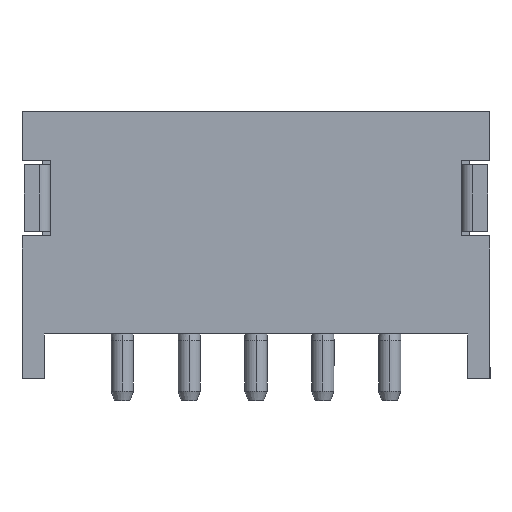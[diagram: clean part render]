
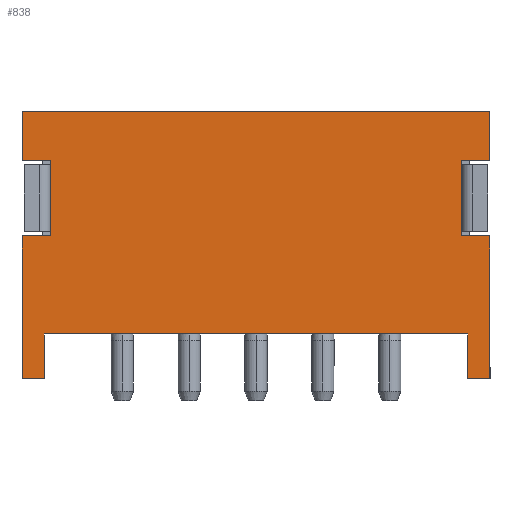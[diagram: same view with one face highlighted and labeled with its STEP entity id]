
A CAD part, front view. The second image highlights one B-rep face of the part: STEP entity #838.
In plain terms, the highlighted planar face has unit normal (0, -1, 0).
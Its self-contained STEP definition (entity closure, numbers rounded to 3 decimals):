
#59 = LINE ( 'NONE', #1524, #3134 ) ;
#87 = LINE ( 'NONE', #419, #530 ) ;
#108 = CARTESIAN_POINT ( 'NONE',  ( 7.5, 0., 6. ) ) ;
#117 = CARTESIAN_POINT ( 'NONE',  ( 3., 0., 1. ) ) ;
#129 = ORIENTED_EDGE ( 'NONE', *, *, #3326, .T. ) ;
#176 = VERTEX_POINT ( 'NONE', #1483 ) ;
#198 = DIRECTION ( 'NONE',  ( 1., 0., 0. ) ) ;
#222 = VERTEX_POINT ( 'NONE', #1165 ) ;
#294 = PLANE ( 'NONE',  #2121 ) ;
#306 = VECTOR ( 'NONE', #580, 1000. ) ;
#308 = VECTOR ( 'NONE', #1717, 1000. ) ;
#342 = EDGE_CURVE ( 'NONE', #2283, #1694, #1281, .T. ) ;
#374 = EDGE_CURVE ( 'NONE', #3826, #2379, #609, .T. ) ;
#410 = DIRECTION ( 'NONE',  ( 1., 0., 0. ) ) ;
#419 = CARTESIAN_POINT ( 'NONE',  ( -2.35, 0., 0. ) ) ;
#431 = ORIENTED_EDGE ( 'NONE', *, *, #4533, .T. ) ;
#501 = DIRECTION ( 'NONE',  ( -1., 0., 0. ) ) ;
#530 = VECTOR ( 'NONE', #1550, 1000. ) ;
#538 = CARTESIAN_POINT ( 'NONE',  ( -2.5, 0., 0. ) ) ;
#559 = VERTEX_POINT ( 'NONE', #752 ) ;
#580 = DIRECTION ( 'NONE',  ( 1., 0., 0. ) ) ;
#609 = LINE ( 'NONE', #538, #3098 ) ;
#673 = DIRECTION ( 'NONE',  ( 0., 0., 1. ) ) ;
#719 = DIRECTION ( 'NONE',  ( 0., 0., 1. ) ) ;
#723 = CARTESIAN_POINT ( 'NONE',  ( 3., 0., 0. ) ) ;
#730 = VECTOR ( 'NONE', #2396, 1000. ) ;
#752 = CARTESIAN_POINT ( 'NONE',  ( 7.5, 0., 3.2 ) ) ;
#806 = EDGE_CURVE ( 'NONE', #1694, #2259, #3989, .T. ) ;
#838 = ADVANCED_FACE ( 'NONE', ( #2823 ), #294, .F. ) ;
#887 = ORIENTED_EDGE ( 'NONE', *, *, #1017, .T. ) ;
#961 = CARTESIAN_POINT ( 'NONE',  ( 9., 0., 0. ) ) ;
#996 = VECTOR ( 'NONE', #198, 1000. ) ;
#1017 = EDGE_CURVE ( 'NONE', #3317, #176, #4492, .T. ) ;
#1018 = ORIENTED_EDGE ( 'NONE', *, *, #3249, .F. ) ;
#1071 = VECTOR ( 'NONE', #501, 1000. ) ;
#1122 = DIRECTION ( 'NONE',  ( 1., 0., 0. ) ) ;
#1165 = CARTESIAN_POINT ( 'NONE',  ( -3., 0., 3.2 ) ) ;
#1281 = LINE ( 'NONE', #1305, #730 ) ;
#1305 = CARTESIAN_POINT ( 'NONE',  ( -3., 0., 4.9 ) ) ;
#1308 = EDGE_CURVE ( 'NONE', #3782, #559, #2438, .T. ) ;
#1345 = VERTEX_POINT ( 'NONE', #4390 ) ;
#1425 = DIRECTION ( 'NONE',  ( 0., 0., 1. ) ) ;
#1483 = CARTESIAN_POINT ( 'NONE',  ( 7.5, 0., 4.9 ) ) ;
#1524 = CARTESIAN_POINT ( 'NONE',  ( -4.5, 0., 0. ) ) ;
#1529 = CARTESIAN_POINT ( 'NONE',  ( 7.5, 0., 6. ) ) ;
#1550 = DIRECTION ( 'NONE',  ( 0., 0., 1. ) ) ;
#1624 = CARTESIAN_POINT ( 'NONE',  ( 6.85, 0., 4.9 ) ) ;
#1694 = VERTEX_POINT ( 'NONE', #3498 ) ;
#1717 = DIRECTION ( 'NONE',  ( -1., 0., 0. ) ) ;
#1728 = LINE ( 'NONE', #3908, #3993 ) ;
#1815 = CARTESIAN_POINT ( 'NONE',  ( -2.35, 0., 3.2 ) ) ;
#1822 = VECTOR ( 'NONE', #410, 1000. ) ;
#1825 = EDGE_CURVE ( 'NONE', #4668, #3317, #2930, .T. ) ;
#1827 = VERTEX_POINT ( 'NONE', #1529 ) ;
#1839 = VECTOR ( 'NONE', #3777, 1000. ) ;
#1925 = ORIENTED_EDGE ( 'NONE', *, *, #342, .F. ) ;
#1940 = CARTESIAN_POINT ( 'NONE',  ( 7.5, 0., 4.9 ) ) ;
#1963 = VECTOR ( 'NONE', #2956, 1000. ) ;
#2017 = CARTESIAN_POINT ( 'NONE',  ( 7.5, 0., 3.2 ) ) ;
#2018 = DIRECTION ( 'NONE',  ( 0., 0., -1. ) ) ;
#2033 = ORIENTED_EDGE ( 'NONE', *, *, #2913, .F. ) ;
#2064 = ORIENTED_EDGE ( 'NONE', *, *, #3877, .T. ) ;
#2121 = AXIS2_PLACEMENT_3D ( 'NONE', #723, #3628, #4305 ) ;
#2134 = CARTESIAN_POINT ( 'NONE',  ( -3., 0., 0. ) ) ;
#2235 = CARTESIAN_POINT ( 'NONE',  ( 7., 0., 0. ) ) ;
#2252 = VERTEX_POINT ( 'NONE', #1815 ) ;
#2259 = VERTEX_POINT ( 'NONE', #3616 ) ;
#2283 = VERTEX_POINT ( 'NONE', #2926 ) ;
#2352 = EDGE_CURVE ( 'NONE', #2252, #2283, #87, .T. ) ;
#2379 = VERTEX_POINT ( 'NONE', #3047 ) ;
#2396 = DIRECTION ( 'NONE',  ( -1., 0., 0. ) ) ;
#2431 = ORIENTED_EDGE ( 'NONE', *, *, #4116, .F. ) ;
#2438 = LINE ( 'NONE', #3936, #3513 ) ;
#2551 = ORIENTED_EDGE ( 'NONE', *, *, #1825, .T. ) ;
#2641 = VERTEX_POINT ( 'NONE', #4375 ) ;
#2723 = CARTESIAN_POINT ( 'NONE',  ( -2.5, 0., 1. ) ) ;
#2820 = LINE ( 'NONE', #4620, #306 ) ;
#2823 = FACE_OUTER_BOUND ( 'NONE', #2983, .T. ) ;
#2868 = DIRECTION ( 'NONE',  ( 0., 0., -1. ) ) ;
#2913 = EDGE_CURVE ( 'NONE', #3634, #222, #1728, .T. ) ;
#2926 = CARTESIAN_POINT ( 'NONE',  ( -2.35, 0., 4.9 ) ) ;
#2930 = LINE ( 'NONE', #3620, #1963 ) ;
#2937 = LINE ( 'NONE', #4414, #4292 ) ;
#2956 = DIRECTION ( 'NONE',  ( 0., 0., 1. ) ) ;
#2962 = LINE ( 'NONE', #117, #1071 ) ;
#2983 = EDGE_LOOP ( 'NONE', ( #3714, #431, #1018, #4653, #4429, #2551, #887, #129, #4524, #4424, #1925, #4231, #2431, #2033, #2064, #4556 ) ) ;
#3007 = CARTESIAN_POINT ( 'NONE',  ( 6.85, 0., 3.2 ) ) ;
#3022 = CARTESIAN_POINT ( 'NONE',  ( 7.5, 0., 0. ) ) ;
#3047 = CARTESIAN_POINT ( 'NONE',  ( -2.5, 0., 0. ) ) ;
#3098 = VECTOR ( 'NONE', #2018, 1000. ) ;
#3134 = VECTOR ( 'NONE', #3972, 1000. ) ;
#3249 = EDGE_CURVE ( 'NONE', #3782, #2641, #59, .T. ) ;
#3317 = VERTEX_POINT ( 'NONE', #1624 ) ;
#3326 = EDGE_CURVE ( 'NONE', #176, #1827, #4503, .T. ) ;
#3481 = LINE ( 'NONE', #961, #996 ) ;
#3497 = EDGE_CURVE ( 'NONE', #559, #4668, #3870, .T. ) ;
#3498 = CARTESIAN_POINT ( 'NONE',  ( -3., 0., 4.9 ) ) ;
#3509 = VECTOR ( 'NONE', #1425, 1000. ) ;
#3513 = VECTOR ( 'NONE', #719, 1000. ) ;
#3595 = LINE ( 'NONE', #2235, #4139 ) ;
#3605 = CARTESIAN_POINT ( 'NONE',  ( -3., 0., 6. ) ) ;
#3616 = CARTESIAN_POINT ( 'NONE',  ( -3., 0., 6. ) ) ;
#3620 = CARTESIAN_POINT ( 'NONE',  ( 6.85, 0., 0. ) ) ;
#3628 = DIRECTION ( 'NONE',  ( 0., 1., 0. ) ) ;
#3634 = VERTEX_POINT ( 'NONE', #2134 ) ;
#3714 = ORIENTED_EDGE ( 'NONE', *, *, #4171, .F. ) ;
#3777 = DIRECTION ( 'NONE',  ( 0., 0., 1. ) ) ;
#3782 = VERTEX_POINT ( 'NONE', #3022 ) ;
#3826 = VERTEX_POINT ( 'NONE', #2723 ) ;
#3870 = LINE ( 'NONE', #2017, #308 ) ;
#3877 = EDGE_CURVE ( 'NONE', #3634, #2379, #3481, .T. ) ;
#3908 = CARTESIAN_POINT ( 'NONE',  ( -3., 0., 0. ) ) ;
#3925 = EDGE_CURVE ( 'NONE', #2259, #1827, #2820, .T. ) ;
#3936 = CARTESIAN_POINT ( 'NONE',  ( 7.5, 0., 0. ) ) ;
#3972 = DIRECTION ( 'NONE',  ( -1., 0., 0. ) ) ;
#3989 = LINE ( 'NONE', #3605, #3509 ) ;
#3993 = VECTOR ( 'NONE', #673, 1000. ) ;
#4116 = EDGE_CURVE ( 'NONE', #222, #2252, #2937, .T. ) ;
#4139 = VECTOR ( 'NONE', #2868, 1000. ) ;
#4171 = EDGE_CURVE ( 'NONE', #1345, #3826, #2962, .T. ) ;
#4231 = ORIENTED_EDGE ( 'NONE', *, *, #2352, .F. ) ;
#4292 = VECTOR ( 'NONE', #1122, 1000. ) ;
#4305 = DIRECTION ( 'NONE',  ( 0., 0., 1. ) ) ;
#4375 = CARTESIAN_POINT ( 'NONE',  ( 7., 0., 0. ) ) ;
#4390 = CARTESIAN_POINT ( 'NONE',  ( 7., 0., 1. ) ) ;
#4414 = CARTESIAN_POINT ( 'NONE',  ( -3., 0., 3.2 ) ) ;
#4424 = ORIENTED_EDGE ( 'NONE', *, *, #806, .F. ) ;
#4429 = ORIENTED_EDGE ( 'NONE', *, *, #3497, .T. ) ;
#4492 = LINE ( 'NONE', #1940, #1822 ) ;
#4503 = LINE ( 'NONE', #108, #1839 ) ;
#4524 = ORIENTED_EDGE ( 'NONE', *, *, #3925, .F. ) ;
#4533 = EDGE_CURVE ( 'NONE', #1345, #2641, #3595, .T. ) ;
#4556 = ORIENTED_EDGE ( 'NONE', *, *, #374, .F. ) ;
#4620 = CARTESIAN_POINT ( 'NONE',  ( 3., 0., 6. ) ) ;
#4653 = ORIENTED_EDGE ( 'NONE', *, *, #1308, .T. ) ;
#4668 = VERTEX_POINT ( 'NONE', #3007 ) ;
